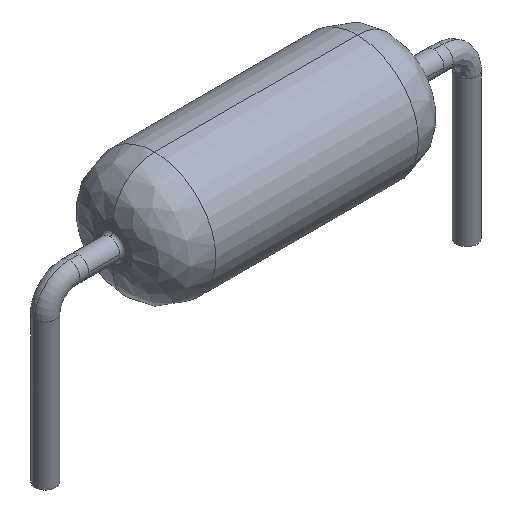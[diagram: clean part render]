
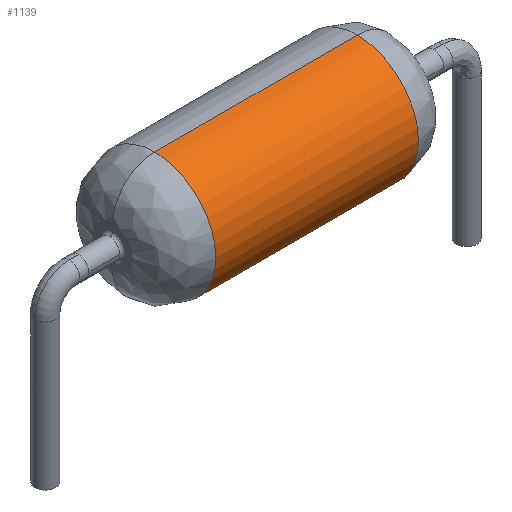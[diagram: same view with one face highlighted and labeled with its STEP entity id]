
A CAD part, isometric view. The second image highlights one B-rep face of the part: STEP entity #1139.
In plain terms, the highlighted cylindrical face has radius 2.03 mm (diameter 4.06 mm), a partial arc.
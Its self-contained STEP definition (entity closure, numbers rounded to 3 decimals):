
#869=CARTESIAN_POINT('',(-3.365,0.,4.06));
#870=VERTEX_POINT('',#869);
#887=CARTESIAN_POINT('',(-3.365,0.0,0.));
#888=VERTEX_POINT('',#887);
#896=CARTESIAN_POINT('',(-3.365,0.0,2.03));
#897=DIRECTION('',(-1.0,0.0,0.0));
#898=DIRECTION('',(0.0,0.0,1.0));
#899=AXIS2_PLACEMENT_3D('',#896,#897,#898);
#900=CIRCLE('',#899,2.03);
#901=EDGE_CURVE('',#888,#870,#900,.T.);
#1108=CARTESIAN_POINT('',(0.,0.0,2.03));
#1109=DIRECTION('',(1.0,0.0,0.));
#1110=DIRECTION('',(0.0,0.0,-1.0));
#1111=AXIS2_PLACEMENT_3D('',#1108,#1109,#1110);
#1112=CYLINDRICAL_SURFACE('',#1111,2.03);
#1113=CARTESIAN_POINT('',(3.365,0.0,0.));
#1114=VERTEX_POINT('',#1113);
#1115=CARTESIAN_POINT('',(3.365,0.0,0.));
#1116=DIRECTION('',(-1.0,0.0,0.0));
#1117=VECTOR('',#1116,6.73);
#1118=LINE('',#1115,#1117);
#1119=EDGE_CURVE('',#1114,#888,#1118,.T.);
#1120=ORIENTED_EDGE('',*,*,#1119,.F.);
#1121=CARTESIAN_POINT('',(3.365,0.,4.06));
#1122=VERTEX_POINT('',#1121);
#1123=CARTESIAN_POINT('',(3.365,0.0,2.03));
#1124=DIRECTION('',(1.0,0.0,0.0));
#1125=DIRECTION('',(0.0,0.0,1.0));
#1126=AXIS2_PLACEMENT_3D('',#1123,#1124,#1125);
#1127=CIRCLE('',#1126,2.03);
#1128=EDGE_CURVE('',#1122,#1114,#1127,.T.);
#1129=ORIENTED_EDGE('',*,*,#1128,.F.);
#1130=CARTESIAN_POINT('',(3.365,0.,4.06));
#1131=DIRECTION('',(-1.0,0.0,0.0));
#1132=VECTOR('',#1131,6.73);
#1133=LINE('',#1130,#1132);
#1134=EDGE_CURVE('',#1122,#870,#1133,.T.);
#1135=ORIENTED_EDGE('',*,*,#1134,.T.);
#1136=ORIENTED_EDGE('',*,*,#901,.F.);
#1137=EDGE_LOOP('',(#1120,#1129,#1135,#1136));
#1138=FACE_OUTER_BOUND('',#1137,.T.);
#1139=ADVANCED_FACE('',(#1138),#1112,.T.);
